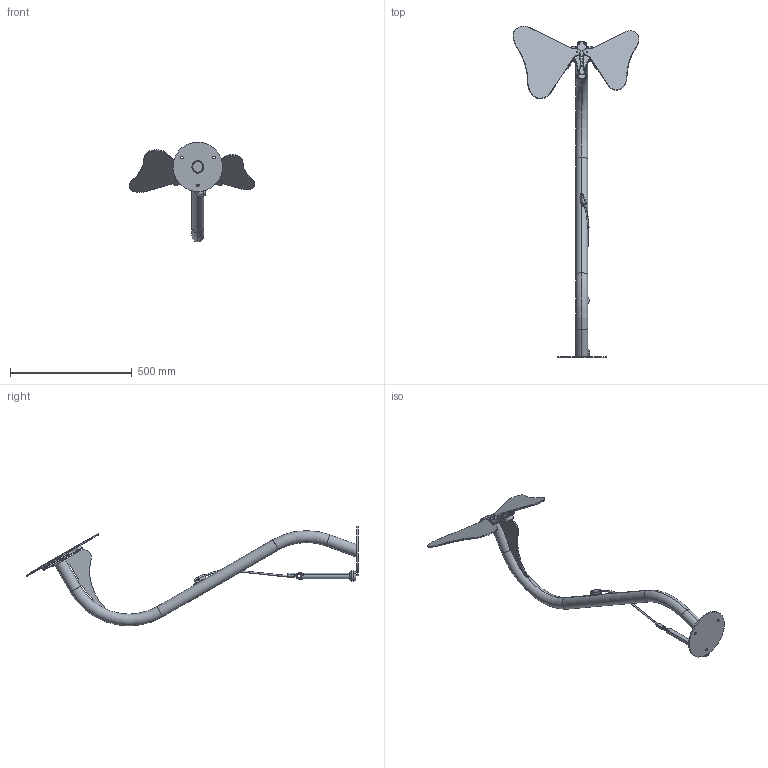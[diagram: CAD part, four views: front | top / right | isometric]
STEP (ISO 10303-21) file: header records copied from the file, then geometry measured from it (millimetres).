
FILE_DESCRIPTION (( 'STEP AP214' ), '1' );
FILE_NAME ('BFLY-I-3D-STEP.STEP', '2020-01-16T20:55:31', ( '' ), ( '' ), 'SwSTEP 2.0', 'SolidWorks 2019', '' );
FILE_SCHEMA (( 'AUTOMOTIVE_DESIGN' ));
Length unit declared in the file: inch
Products named in the file (13): .25Cable_26in; FHP-RG-SS_FHP-RG-SS; BFLY-I-3D-STEP; 03-01-86-3014; BFLY-THORAX_BFLY-THORAX; 7132K573_2in; BFLY-WING-FP_BFLY-WING-4-FP; MoldedMallet-Standard_NylonRod; MoldedMallet-Standard_80BLK; MoldedMallet-Standard_Mallet; BFLY-WING-FP_BFLY-WING-1-FP; BFLY-POST-FP_BFLY-POST-4-FP<As Machined>; BFLY-MalletAssembly_MA-80BLK-33
Assembly tree (14 placements, depth 4):
  BFLY-I-3D-STEP
    BFLY-POST-FP_BFLY-POST-4-FP<As Machined>
    BFLY-THORAX_BFLY-THORAX
    BFLY-WING-FP_BFLY-WING-1-FP
    BFLY-WING-FP_BFLY-WING-4-FP
    FHP-RG-SS_FHP-RG-SS
    BFLY-MalletAssembly_MA-80BLK-33
      MoldedMallet-Standard_80BLK
        MoldedMallet-Standard_Mallet
        MoldedMallet-Standard_NylonRod
      03-01-86-3014  x2
      7132K573_2in  x2
      .25Cable_26in
Bounding box: 515.98 x 1363.33 x 409.57 mm (x, y, z)
Volume: 1740737.1 mm3; surface area: 799338.7 mm2
Topology: 19 solids, 19 shells, 529 faces, 1283 edges, 783 vertices
Faces by surface type: cylinder 238, torus 114, plane 105, cone 38, bspline 26, sphere 8
Entity records: 19262 total; most frequent: CARTESIAN_POINT 5206, DIRECTION 2858, ORIENTED_EDGE 2478, EDGE_CURVE 1239, AXIS2_PLACEMENT_3D 1227, VERTEX_POINT 759, CIRCLE 721, EDGE_LOOP 548
